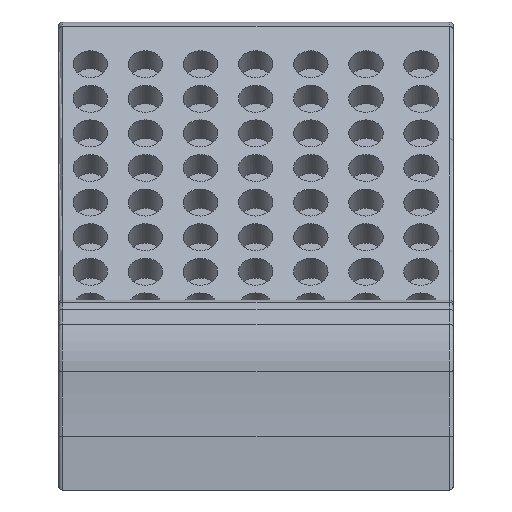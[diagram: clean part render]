
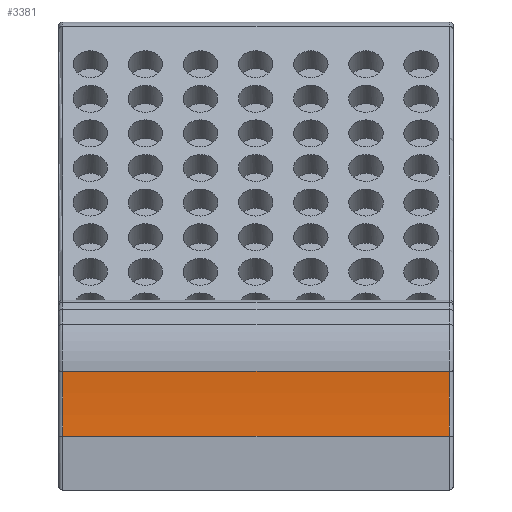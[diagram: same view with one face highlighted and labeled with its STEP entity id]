
A CAD part, left-side view. The second image highlights one B-rep face of the part: STEP entity #3381.
In plain terms, the highlighted cylindrical face has radius 190.522 mm (diameter 381.043 mm), a partial arc.
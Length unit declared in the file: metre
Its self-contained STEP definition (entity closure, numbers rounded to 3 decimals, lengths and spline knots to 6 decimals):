
#209=CIRCLE('',#3725,0.190522);
#210=CIRCLE('',#3726,0.190522);
#359=LINE('',#6106,#448);
#360=LINE('',#6112,#449);
#448=VECTOR('',#4359,1.);
#449=VECTOR('',#4366,1.);
#747=ORIENTED_EDGE('',*,*,#1602,.F.);
#748=ORIENTED_EDGE('',*,*,#1603,.T.);
#749=ORIENTED_EDGE('',*,*,#1599,.T.);
#750=ORIENTED_EDGE('',*,*,#1604,.T.);
#1599=EDGE_CURVE('',#2019,#2020,#359,.T.);
#1602=EDGE_CURVE('',#2021,#2022,#360,.T.);
#1603=EDGE_CURVE('',#2021,#2019,#209,.T.);
#1604=EDGE_CURVE('',#2020,#2022,#210,.F.);
#2019=VERTEX_POINT('',#6107);
#2020=VERTEX_POINT('',#6108);
#2021=VERTEX_POINT('',#6113);
#2022=VERTEX_POINT('',#6114);
#2409=EDGE_LOOP('',(#747,#748,#749,#750));
#2902=FACE_BOUND('',#2409,.T.);
#3235=CYLINDRICAL_SURFACE('',#3724,0.190522);
#3381=ADVANCED_FACE('',(#2902),#3235,.F.);
#3724=AXIS2_PLACEMENT_3D('',#6111,#4364,#4365);
#3725=AXIS2_PLACEMENT_3D('',#6115,#4367,#4368);
#3726=AXIS2_PLACEMENT_3D('',#6116,#4369,#4370);
#4359=DIRECTION('',(0.,1.,0.));
#4364=DIRECTION('',(0.,1.,0.));
#4365=DIRECTION('',(0.,0.,1.));
#4366=DIRECTION('',(0.,1.,0.));
#4367=DIRECTION('',(0.,-1.,0.));
#4368=DIRECTION('',(0.,0.,-1.));
#4369=DIRECTION('',(0.,-1.,0.));
#4370=DIRECTION('',(0.,0.,-1.));
#6106=CARTESIAN_POINT('',(-0.069565,-0.116332,-0.03307));
#6107=CARTESIAN_POINT('',(-0.069565,-0.115106,-0.03307));
#6108=CARTESIAN_POINT('',(-0.069565,-0.001226,-0.03307));
#6111=CARTESIAN_POINT('',(-0.259843,-0.116332,-0.042688));
#6112=CARTESIAN_POINT('',(-0.069565,-0.116332,-0.052307));
#6113=CARTESIAN_POINT('',(-0.069565,-0.115106,-0.052307));
#6114=CARTESIAN_POINT('',(-0.069565,-0.001226,-0.052307));
#6115=CARTESIAN_POINT('',(-0.259843,-0.115106,-0.042688));
#6116=CARTESIAN_POINT('',(-0.259843,-0.001226,-0.042688));
